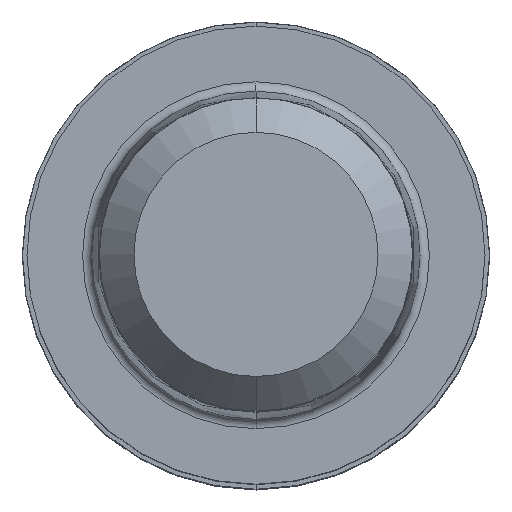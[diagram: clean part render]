
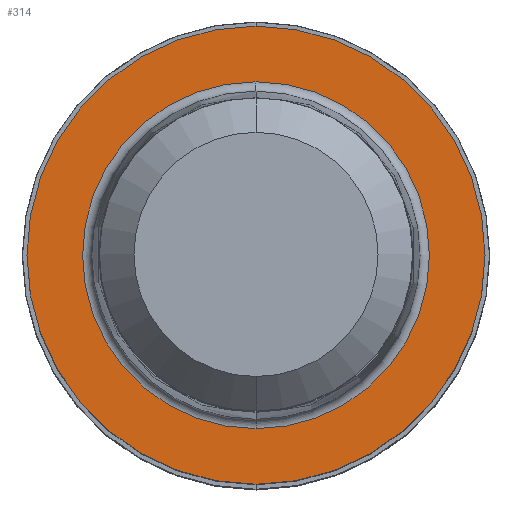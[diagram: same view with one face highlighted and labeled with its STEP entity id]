
A CAD part, top view. The second image highlights one B-rep face of the part: STEP entity #314.
In plain terms, the highlighted planar face has unit normal (0, 0, 1).
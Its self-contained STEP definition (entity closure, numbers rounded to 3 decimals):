
#234=VERTEX_POINT('',#531);
#250=VERTEX_POINT('',#549);
#296=EDGE_CURVE('',#234,#376,#599,.T.);
#300=EDGE_CURVE('',#250,#420,#603,.T.);
#306=EDGE_CURVE('',#420,#250,#611,.T.);
#314=ADVANCED_FACE('',(#619,#620),#621,.T.);
#334=EDGE_CURVE('',#376,#234,#642,.T.);
#376=VERTEX_POINT('',#691);
#420=VERTEX_POINT('',#745);
#531=CARTESIAN_POINT('',(0.,-3.71,0.01));
#549=CARTESIAN_POINT('',(0.0,4.9,0.01));
#599=CIRCLE('',#958,3.71);
#603=CIRCLE('',#965,4.9);
#611=CIRCLE('',#974,4.9);
#619=FACE_OUTER_BOUND('',#987,.T.);
#620=FACE_BOUND('',#988,.T.);
#621=PLANE('',#989);
#642=CIRCLE('',#1019,3.71);
#691=CARTESIAN_POINT('',(0.0,3.71,0.01));
#745=CARTESIAN_POINT('',(0.,-4.9,0.01));
#958=AXIS2_PLACEMENT_3D('',#1334,#1335,#1336);
#965=AXIS2_PLACEMENT_3D('',#1338,#1339,#1340);
#974=AXIS2_PLACEMENT_3D('',#1349,#1350,#1351);
#987=EDGE_LOOP('',(#1358,#1359));
#988=EDGE_LOOP('',(#1360,#1361));
#989=AXIS2_PLACEMENT_3D('',#1362,#1363,#1364);
#1019=AXIS2_PLACEMENT_3D('',#1392,#1393,#1394);
#1334=CARTESIAN_POINT('',(0.0,0.0,0.01));
#1335=DIRECTION('',(0.0,0.0,-1.0));
#1336=DIRECTION('',(0.0,1.0,0.0));
#1338=CARTESIAN_POINT('',(0.0,0.0,0.01));
#1339=DIRECTION('',(0.0,0.0,-1.0));
#1340=DIRECTION('',(0.0,1.0,0.0));
#1349=CARTESIAN_POINT('',(0.0,0.0,0.01));
#1350=DIRECTION('',(0.0,0.0,-1.0));
#1351=DIRECTION('',(0.0,1.0,0.0));
#1358=ORIENTED_EDGE('',*,*,#300,.F.);
#1359=ORIENTED_EDGE('',*,*,#306,.F.);
#1360=ORIENTED_EDGE('',*,*,#334,.T.);
#1361=ORIENTED_EDGE('',*,*,#296,.T.);
#1362=CARTESIAN_POINT('',(0.0,2.45,0.01));
#1363=DIRECTION('',(-0.0,0.0,1.0));
#1364=DIRECTION('',(0.0,-1.0,0.0));
#1392=CARTESIAN_POINT('',(0.0,0.0,0.01));
#1393=DIRECTION('',(0.0,0.0,-1.0));
#1394=DIRECTION('',(0.0,1.0,0.0));
